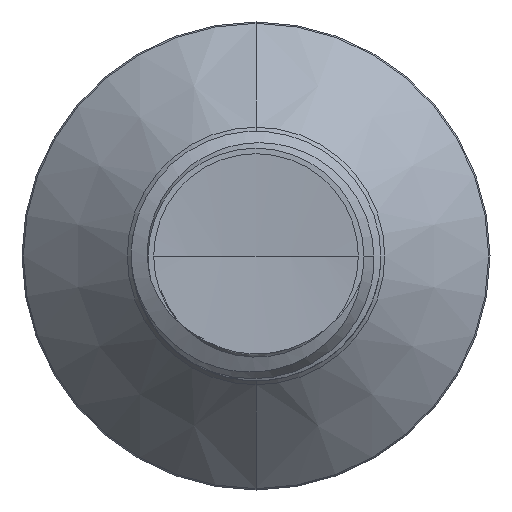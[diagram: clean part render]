
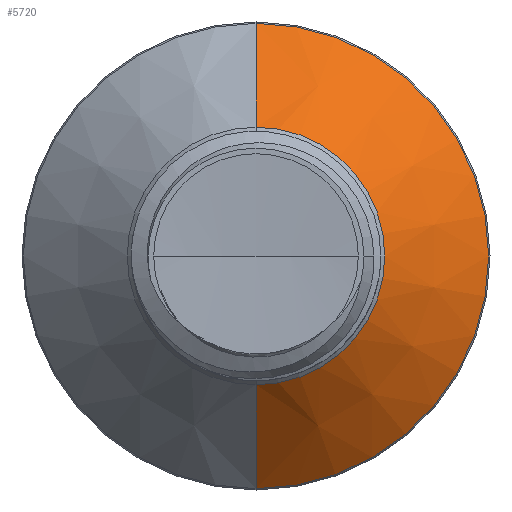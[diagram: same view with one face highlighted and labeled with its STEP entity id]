
A CAD part, front view. The second image highlights one B-rep face of the part: STEP entity #5720.
In plain terms, the highlighted conical face has half-angle 45 degrees and reference radius 2.064 mm.
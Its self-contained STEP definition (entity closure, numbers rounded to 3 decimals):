
#1393 = DIRECTION ( 'NONE',  ( 0., 0., 1. ) ) ;
#1744 = AXIS2_PLACEMENT_3D ( 'NONE', #9227, #9163, #9106 ) ;
#2250 = ORIENTED_EDGE ( 'NONE', *, *, #2811, .F. ) ;
#2695 = DIRECTION ( 'NONE',  ( 0., 0.707, -0.707 ) ) ;
#2811 = EDGE_CURVE ( 'NONE', #9954, #12980, #11649, .T. ) ;
#3184 = AXIS2_PLACEMENT_3D ( 'NONE', #18233, #9843, #1393 ) ;
#3258 = CARTESIAN_POINT ( 'NONE',  ( 0., 5.193, 0. ) ) ;
#3468 = VECTOR ( 'NONE', #2695, 1000. ) ;
#3922 = LINE ( 'NONE', #9701, #3468 ) ;
#4659 = DIRECTION ( 'NONE',  ( 0., 1., 0. ) ) ;
#5350 = EDGE_CURVE ( 'NONE', #15546, #18098, #10811, .T. ) ;
#5720 = ADVANCED_FACE ( 'NONE', ( #13631 ), #9046, .T. ) ;
#6031 = ORIENTED_EDGE ( 'NONE', *, *, #7573, .F. ) ;
#6693 = CARTESIAN_POINT ( 'NONE',  ( 0., 6.857, -3.728 ) ) ;
#7305 = CARTESIAN_POINT ( 'NONE',  ( 0., 5.193, 2.064 ) ) ;
#7573 = EDGE_CURVE ( 'NONE', #15546, #9954, #17309, .T. ) ;
#9030 = VECTOR ( 'NONE', #17018, 1000. ) ;
#9046 = CONICAL_SURFACE ( 'NONE', #13521, 2.064, 0.785 ) ;
#9106 = DIRECTION ( 'NONE',  ( 0., 0., 1. ) ) ;
#9163 = DIRECTION ( 'NONE',  ( 0., 1., 0. ) ) ;
#9227 = CARTESIAN_POINT ( 'NONE',  ( 0., 6.857, 0. ) ) ;
#9294 = ORIENTED_EDGE ( 'NONE', *, *, #5350, .T. ) ;
#9425 = CARTESIAN_POINT ( 'NONE',  ( 0., 5.193, -2.064 ) ) ;
#9701 = CARTESIAN_POINT ( 'NONE',  ( 0., 5.193, -2.064 ) ) ;
#9843 = DIRECTION ( 'NONE',  ( 0., 1., 0. ) ) ;
#9954 = VERTEX_POINT ( 'NONE', #13976 ) ;
#10811 = CIRCLE ( 'NONE', #3184, 2.064 ) ;
#11649 = CIRCLE ( 'NONE', #1744, 3.728 ) ;
#12980 = VERTEX_POINT ( 'NONE', #6693 ) ;
#13071 = DIRECTION ( 'NONE',  ( 0., 0., 1. ) ) ;
#13521 = AXIS2_PLACEMENT_3D ( 'NONE', #3258, #4659, #13071 ) ;
#13631 = FACE_OUTER_BOUND ( 'NONE', #17679, .T. ) ;
#13638 = EDGE_CURVE ( 'NONE', #18098, #12980, #3922, .T. ) ;
#13976 = CARTESIAN_POINT ( 'NONE',  ( 0., 6.857, 3.728 ) ) ;
#15546 = VERTEX_POINT ( 'NONE', #17376 ) ;
#16674 = ORIENTED_EDGE ( 'NONE', *, *, #13638, .T. ) ;
#17018 = DIRECTION ( 'NONE',  ( 0., 0.707, 0.707 ) ) ;
#17309 = LINE ( 'NONE', #7305, #9030 ) ;
#17376 = CARTESIAN_POINT ( 'NONE',  ( 0., 5.193, 2.064 ) ) ;
#17679 = EDGE_LOOP ( 'NONE', ( #9294, #16674, #2250, #6031 ) ) ;
#18098 = VERTEX_POINT ( 'NONE', #9425 ) ;
#18233 = CARTESIAN_POINT ( 'NONE',  ( 0., 5.193, 0. ) ) ;
